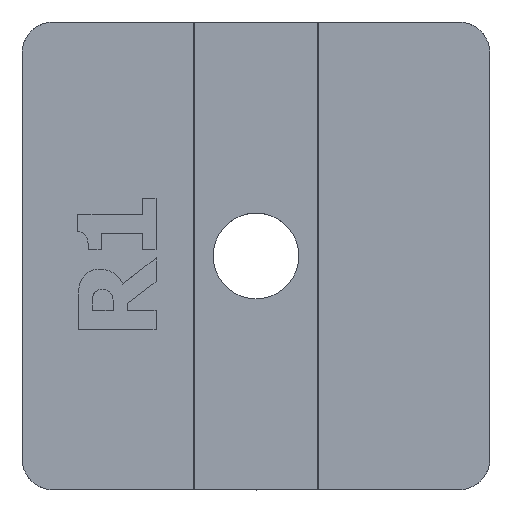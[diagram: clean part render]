
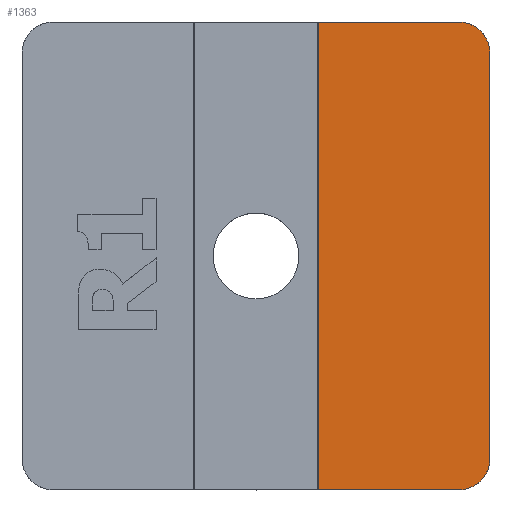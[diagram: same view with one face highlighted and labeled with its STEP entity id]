
A CAD part, top view. The second image highlights one B-rep face of the part: STEP entity #1363.
In plain terms, the highlighted planar face has unit normal (0, 0, 1).
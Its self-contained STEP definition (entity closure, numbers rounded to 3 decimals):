
#97=CIRCLE('',#1475,2.);
#98=CIRCLE('',#1476,2.);
#164=FACE_OUTER_BOUND('',#244,.T.);
#244=EDGE_LOOP('',(#1158,#1159,#1160,#1161,#1162,#1163));
#378=LINE('',#2263,#514);
#386=LINE('',#2281,#522);
#387=LINE('',#2285,#523);
#388=LINE('',#2288,#524);
#514=VECTOR('',#1748,10.);
#522=VECTOR('',#1766,10.);
#523=VECTOR('',#1769,10.);
#524=VECTOR('',#1772,10.);
#637=VERTEX_POINT('',#2259);
#639=VERTEX_POINT('',#2262);
#644=VERTEX_POINT('',#2280);
#645=VERTEX_POINT('',#2282);
#646=VERTEX_POINT('',#2284);
#647=VERTEX_POINT('',#2286);
#815=EDGE_CURVE('',#639,#637,#378,.T.);
#824=EDGE_CURVE('',#637,#644,#386,.T.);
#825=EDGE_CURVE('',#644,#645,#97,.T.);
#826=EDGE_CURVE('',#645,#646,#387,.T.);
#827=EDGE_CURVE('',#646,#647,#98,.T.);
#828=EDGE_CURVE('',#647,#639,#388,.T.);
#1158=ORIENTED_EDGE('',*,*,#815,.T.);
#1159=ORIENTED_EDGE('',*,*,#824,.T.);
#1160=ORIENTED_EDGE('',*,*,#825,.T.);
#1161=ORIENTED_EDGE('',*,*,#826,.T.);
#1162=ORIENTED_EDGE('',*,*,#827,.T.);
#1163=ORIENTED_EDGE('',*,*,#828,.T.);
#1299=PLANE('',#1474);
#1363=ADVANCED_FACE('',(#164),#1299,.T.);
#1474=AXIS2_PLACEMENT_3D('',#2279,#1764,#1765);
#1475=AXIS2_PLACEMENT_3D('',#2283,#1767,#1768);
#1476=AXIS2_PLACEMENT_3D('',#2287,#1770,#1771);
#1748=DIRECTION('',(0.,-1.,0.));
#1764=DIRECTION('center_axis',(0.,0.,1.));
#1765=DIRECTION('ref_axis',(1.,0.,0.));
#1766=DIRECTION('',(1.,0.,0.));
#1767=DIRECTION('center_axis',(0.,0.,1.));
#1768=DIRECTION('ref_axis',(0.,-1.,0.));
#1769=DIRECTION('',(0.,1.,0.));
#1770=DIRECTION('center_axis',(0.,0.,1.));
#1771=DIRECTION('ref_axis',(1.,0.,0.));
#1772=DIRECTION('',(-1.,0.,0.));
#2259=CARTESIAN_POINT('',(4.,-15.,6.));
#2262=CARTESIAN_POINT('',(4.,15.,6.));
#2263=CARTESIAN_POINT('',(4.,-7.5,6.));
#2279=CARTESIAN_POINT('Origin',(0.,0.,6.));
#2280=CARTESIAN_POINT('',(13.,-15.,6.));
#2281=CARTESIAN_POINT('',(-15.,-15.,6.));
#2282=CARTESIAN_POINT('',(15.,-13.,6.));
#2283=CARTESIAN_POINT('Origin',(13.,-13.,6.));
#2284=CARTESIAN_POINT('',(15.,13.,6.));
#2285=CARTESIAN_POINT('',(15.,-15.,6.));
#2286=CARTESIAN_POINT('',(13.,15.,6.));
#2287=CARTESIAN_POINT('Origin',(13.,13.,6.));
#2288=CARTESIAN_POINT('',(15.,15.,6.));
